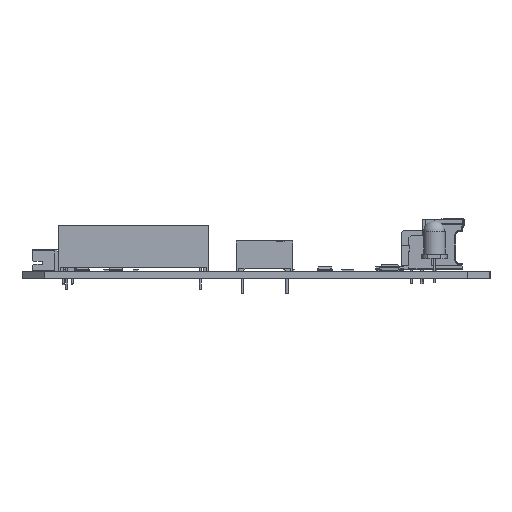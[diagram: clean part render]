
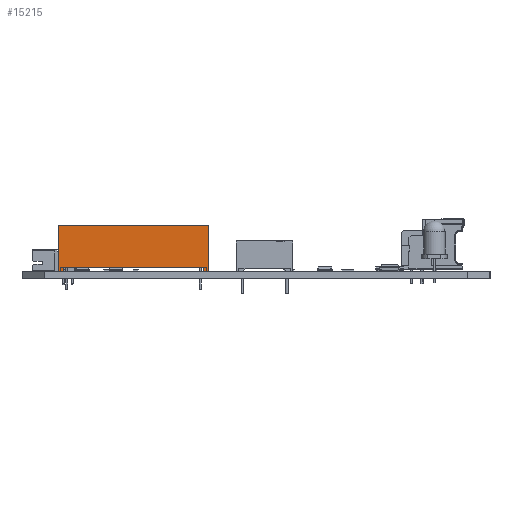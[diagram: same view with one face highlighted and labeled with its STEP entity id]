
A CAD part, left-side view. The second image highlights one B-rep face of the part: STEP entity #15215.
In plain terms, the highlighted planar face has unit normal (-1, 0, 0).
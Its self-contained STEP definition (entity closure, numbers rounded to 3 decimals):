
#13345 = VERTEX_POINT('',#13346);
#13346 = CARTESIAN_POINT('',(-12.,-9.5,16.));
#13352 = EDGE_CURVE('',#13345,#13353,#13355,.T.);
#13353 = VERTEX_POINT('',#13354);
#13354 = CARTESIAN_POINT('',(-12.,-9.5,-16.));
#13355 = LINE('',#13356,#13357);
#13356 = CARTESIAN_POINT('',(-12.,-9.5,-27.82));
#13357 = VECTOR('',#13358,1.);
#13358 = DIRECTION('',(0.,0.,-1.));
#14586 = VERTEX_POINT('',#14587);
#14587 = CARTESIAN_POINT('',(-12.,-10.5,-16.));
#14602 = EDGE_CURVE('',#13353,#14586,#14603,.T.);
#14603 = LINE('',#14604,#14605);
#14604 = CARTESIAN_POINT('',(-12.,-5.25,-16.));
#14605 = VECTOR('',#14606,1.);
#14606 = DIRECTION('',(0.,-1.,0.));
#14908 = VERTEX_POINT('',#14909);
#14909 = CARTESIAN_POINT('',(-12.,0.,-17.));
#14917 = EDGE_CURVE('',#14908,#14918,#14920,.T.);
#14918 = VERTEX_POINT('',#14919);
#14919 = CARTESIAN_POINT('',(-12.,0.,17.));
#14920 = LINE('',#14921,#14922);
#14921 = CARTESIAN_POINT('',(-12.,0.,0.));
#14922 = VECTOR('',#14923,1.);
#14923 = DIRECTION('',(0.,0.,1.));
#15072 = EDGE_CURVE('',#15073,#14586,#15075,.T.);
#15073 = VERTEX_POINT('',#15074);
#15074 = CARTESIAN_POINT('',(-12.,-10.5,-17.));
#15075 = LINE('',#15076,#15077);
#15076 = CARTESIAN_POINT('',(-12.,-10.5,0.));
#15077 = VECTOR('',#15078,1.);
#15078 = DIRECTION('',(0.,0.,1.));
#15095 = VERTEX_POINT('',#15096);
#15096 = CARTESIAN_POINT('',(-12.,-10.5,16.));
#15120 = VERTEX_POINT('',#15121);
#15121 = CARTESIAN_POINT('',(-12.,-10.5,17.));
#15127 = EDGE_CURVE('',#15095,#15120,#15128,.T.);
#15128 = LINE('',#15129,#15130);
#15129 = CARTESIAN_POINT('',(-12.,-10.5,0.));
#15130 = VECTOR('',#15131,1.);
#15131 = DIRECTION('',(0.,0.,1.));
#15215 = ADVANCED_FACE('',(#15216),#15241,.T.);
#15216 = FACE_BOUND('',#15217,.T.);
#15217 = EDGE_LOOP('',(#15218,#15219,#15220,#15221,#15227,#15228,#15234,
    #15235));
#15218 = ORIENTED_EDGE('',*,*,#15072,.T.);
#15219 = ORIENTED_EDGE('',*,*,#14602,.F.);
#15220 = ORIENTED_EDGE('',*,*,#13352,.F.);
#15221 = ORIENTED_EDGE('',*,*,#15222,.F.);
#15222 = EDGE_CURVE('',#15095,#13345,#15223,.T.);
#15223 = LINE('',#15224,#15225);
#15224 = CARTESIAN_POINT('',(-12.,-5.25,16.));
#15225 = VECTOR('',#15226,1.);
#15226 = DIRECTION('',(0.,1.,0.));
#15227 = ORIENTED_EDGE('',*,*,#15127,.T.);
#15228 = ORIENTED_EDGE('',*,*,#15229,.T.);
#15229 = EDGE_CURVE('',#15120,#14918,#15230,.T.);
#15230 = LINE('',#15231,#15232);
#15231 = CARTESIAN_POINT('',(-12.,-10.5,17.));
#15232 = VECTOR('',#15233,1.);
#15233 = DIRECTION('',(0.,1.,0.));
#15234 = ORIENTED_EDGE('',*,*,#14917,.F.);
#15235 = ORIENTED_EDGE('',*,*,#15236,.F.);
#15236 = EDGE_CURVE('',#15073,#14908,#15237,.T.);
#15237 = LINE('',#15238,#15239);
#15238 = CARTESIAN_POINT('',(-12.,-10.5,-17.));
#15239 = VECTOR('',#15240,1.);
#15240 = DIRECTION('',(0.,1.,0.));
#15241 = PLANE('',#15242);
#15242 = AXIS2_PLACEMENT_3D('',#15243,#15244,#15245);
#15243 = CARTESIAN_POINT('',(-12.,-10.5,0.));
#15244 = DIRECTION('',(-1.,0.,0.));
#15245 = DIRECTION('',(0.,0.,1.));
